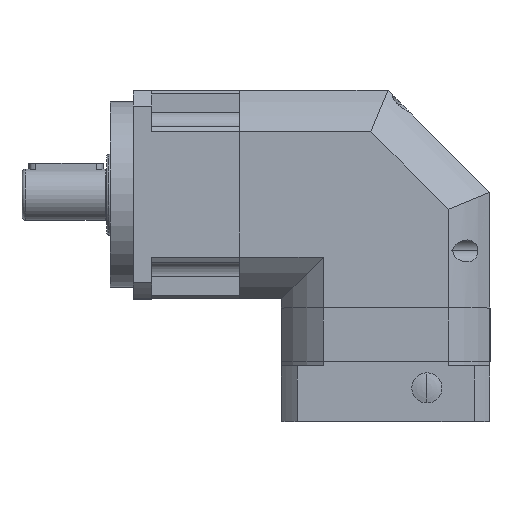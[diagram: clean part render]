
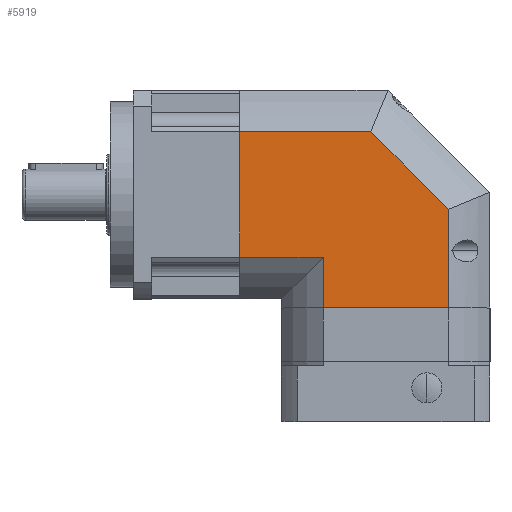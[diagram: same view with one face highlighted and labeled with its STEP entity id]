
A CAD part, top view. The second image highlights one B-rep face of the part: STEP entity #5919.
In plain terms, the highlighted planar face has unit normal (0, 0, 1).
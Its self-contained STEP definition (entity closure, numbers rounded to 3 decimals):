
#12 = LINE ( 'NONE', #5874, #8513 ) ;
#294 = LINE ( 'NONE', #2721, #8282 ) ;
#499 = AXIS2_PLACEMENT_3D ( 'NONE', #2993, #12662, #3067 ) ;
#1151 = EDGE_CURVE ( 'NONE', #1604, #18527, #19641, .T. ) ;
#1170 = DIRECTION ( 'NONE',  ( 0., -1., 0. ) ) ;
#1405 = CARTESIAN_POINT ( 'NONE',  ( 35.958, 45.001, 45. ) ) ;
#1467 = PLANE ( 'NONE',  #499 ) ;
#1604 = VERTEX_POINT ( 'NONE', #14632 ) ;
#1933 = CARTESIAN_POINT ( 'NONE',  ( 0., -27.042, 45. ) ) ;
#2033 = VECTOR ( 'NONE', #12573, 1000. ) ;
#2427 = CARTESIAN_POINT ( 'NONE',  ( 108., 27.042, 45. ) ) ;
#2549 = EDGE_CURVE ( 'NONE', #6471, #18527, #12820, .T. ) ;
#2721 = CARTESIAN_POINT ( 'NONE',  ( 0., 45., 45. ) ) ;
#2827 = EDGE_CURVE ( 'NONE', #6471, #10379, #294, .T. ) ;
#2993 = CARTESIAN_POINT ( 'NONE',  ( 0., 0., 45. ) ) ;
#3067 = DIRECTION ( 'NONE',  ( -1., 0., 0. ) ) ;
#3181 = ORIENTED_EDGE ( 'NONE', *, *, #9666, .T. ) ;
#3198 = DIRECTION ( 'NONE',  ( 1., 0., 0. ) ) ;
#3700 = EDGE_CURVE ( 'NONE', #4903, #10379, #19865, .T. ) ;
#3852 = LINE ( 'NONE', #16081, #20471 ) ;
#4699 = VERTEX_POINT ( 'NONE', #10879 ) ;
#4903 = VERTEX_POINT ( 'NONE', #19997 ) ;
#4984 = VECTOR ( 'NONE', #20861, 1000. ) ;
#5390 = CARTESIAN_POINT ( 'NONE',  ( 0., 27.042, 45. ) ) ;
#5874 = CARTESIAN_POINT ( 'NONE',  ( 90.042, 45., 45. ) ) ;
#5919 = ADVANCED_FACE ( 'NONE', ( #5931 ), #1467, .F. ) ;
#5931 = FACE_OUTER_BOUND ( 'NONE', #11021, .T. ) ;
#6186 = ORIENTED_EDGE ( 'NONE', *, *, #1151, .T. ) ;
#6198 = ORIENTED_EDGE ( 'NONE', *, *, #3700, .F. ) ;
#6372 = DIRECTION ( 'NONE',  ( -1., 0., 0. ) ) ;
#6471 = VERTEX_POINT ( 'NONE', #5390 ) ;
#6688 = ORIENTED_EDGE ( 'NONE', *, *, #17873, .T. ) ;
#7008 = VECTOR ( 'NONE', #6372, 1000. ) ;
#7742 = LINE ( 'NONE', #1405, #4984 ) ;
#7884 = VERTEX_POINT ( 'NONE', #13139 ) ;
#8282 = VECTOR ( 'NONE', #1170, 1000. ) ;
#8513 = VECTOR ( 'NONE', #13893, 1000. ) ;
#9666 = EDGE_CURVE ( 'NONE', #4903, #7884, #7742, .T. ) ;
#10379 = VERTEX_POINT ( 'NONE', #1933 ) ;
#10879 = CARTESIAN_POINT ( 'NONE',  ( 90.042, -49., 45. ) ) ;
#11021 = EDGE_LOOP ( 'NONE', ( #13942, #6186, #15527, #17312, #6198, #3181, #6688 ) ) ;
#11997 = DIRECTION ( 'NONE',  ( 1., 0., 0. ) ) ;
#12573 = DIRECTION ( 'NONE',  ( -0.707, 0.707, 0. ) ) ;
#12662 = DIRECTION ( 'NONE',  ( 0., 0., -1. ) ) ;
#12820 = LINE ( 'NONE', #2427, #17161 ) ;
#13139 = CARTESIAN_POINT ( 'NONE',  ( 35.958, -49., 45. ) ) ;
#13893 = DIRECTION ( 'NONE',  ( 0., -1., 0. ) ) ;
#13942 = ORIENTED_EDGE ( 'NONE', *, *, #20609, .F. ) ;
#14632 = CARTESIAN_POINT ( 'NONE',  ( 90.042, -6.439, 45. ) ) ;
#15527 = ORIENTED_EDGE ( 'NONE', *, *, #2549, .F. ) ;
#16081 = CARTESIAN_POINT ( 'NONE',  ( 18., -49., 45. ) ) ;
#17161 = VECTOR ( 'NONE', #11997, 1000. ) ;
#17312 = ORIENTED_EDGE ( 'NONE', *, *, #2827, .T. ) ;
#17873 = EDGE_CURVE ( 'NONE', #7884, #4699, #3852, .T. ) ;
#18527 = VERTEX_POINT ( 'NONE', #19715 ) ;
#19264 = CARTESIAN_POINT ( 'NONE',  ( 43.397, -27.042, 45. ) ) ;
#19641 = LINE ( 'NONE', #20639, #2033 ) ;
#19715 = CARTESIAN_POINT ( 'NONE',  ( 56.561, 27.042, 45. ) ) ;
#19865 = LINE ( 'NONE', #19264, #7008 ) ;
#19997 = CARTESIAN_POINT ( 'NONE',  ( 35.958, -27.042, 45. ) ) ;
#20471 = VECTOR ( 'NONE', #3198, 1000. ) ;
#20609 = EDGE_CURVE ( 'NONE', #1604, #4699, #12, .T. ) ;
#20639 = CARTESIAN_POINT ( 'NONE',  ( 128.376, -44.773, 45. ) ) ;
#20861 = DIRECTION ( 'NONE',  ( 0., -1., 0. ) ) ;
